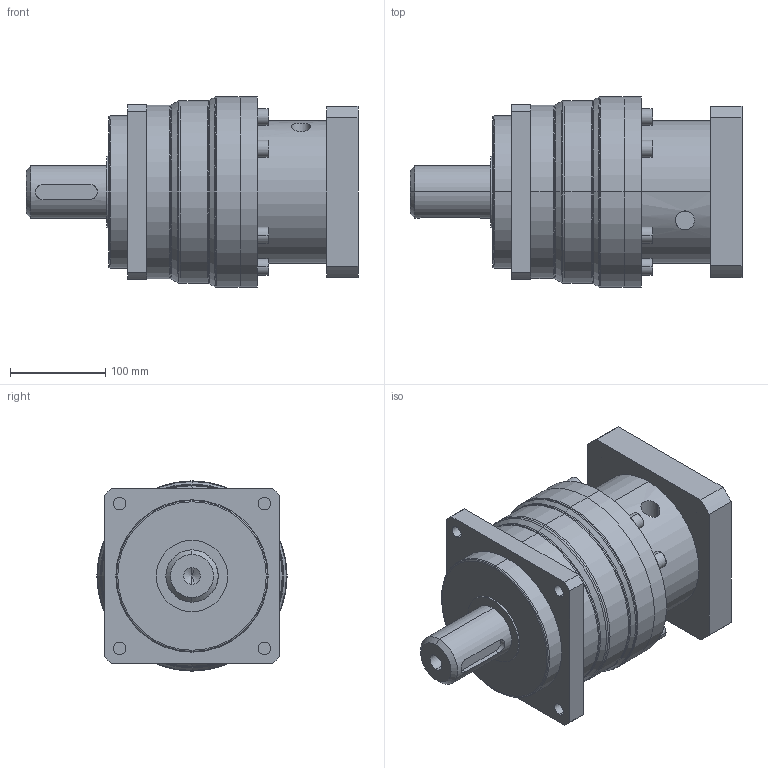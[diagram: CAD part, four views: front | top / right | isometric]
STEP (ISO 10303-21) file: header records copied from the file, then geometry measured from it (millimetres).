
FILE_DESCRIPTION((''),'2;1');
FILE_NAME('00_ASM','2022-06-10T15:38:02',('Administrator'),(''),'CREO PARAMETRIC BY PTC INC, 2019010','CREO PARAMETRIC BY PTC INC, 2019010','');
FILE_SCHEMA(('CONFIG_CONTROL_DESIGN'));
Length unit declared in the file: millimetre
Products named in the file (3): M2010001; 20001; 00_ASM
Assembly tree (2 placements, depth 2):
  00_ASM
    M2010001
    20001
Bounding box: 349 x 200 x 200 mm (x, y, z)
Volume: 6170472.3 mm3; surface area: 404700.1 mm2
Topology: 2 solids, 2 shells, 249 faces, 591 edges, 370 vertices
Faces by surface type: plane 97, cylinder 78, torus 52, cone 22
Entity records: 7640 total; most frequent: CARTESIAN_POINT 1625, DIRECTION 1338, ORIENTED_EDGE 1162, EDGE_CURVE 581, AXIS2_PLACEMENT_3D 527, VERTEX_POINT 370, EDGE_LOOP 297, VECTOR 284
